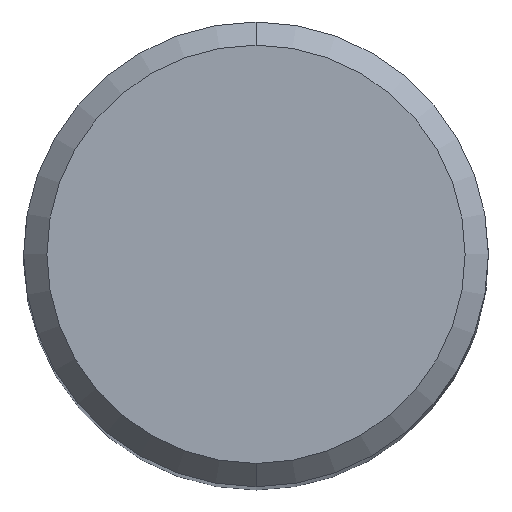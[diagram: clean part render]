
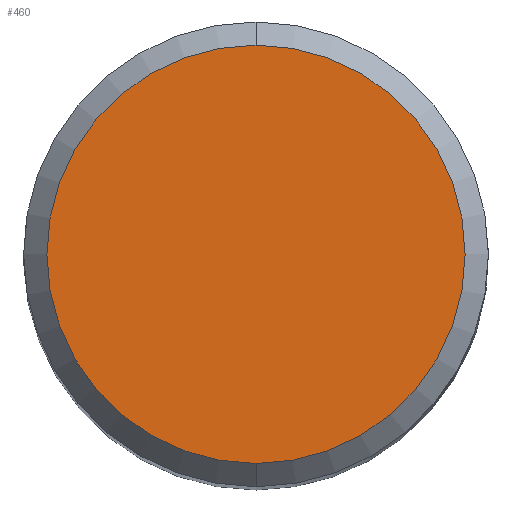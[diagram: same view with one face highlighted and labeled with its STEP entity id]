
A CAD part, top view. The second image highlights one B-rep face of the part: STEP entity #460.
In plain terms, the highlighted planar face has unit normal (0, 0, 1).
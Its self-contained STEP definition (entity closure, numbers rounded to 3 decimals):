
#460=ADVANCED_FACE('',(#1200),#1201,.T.);
#874=VERTEX_POINT('',#1654);
#940=EDGE_CURVE('',#874,#960,#1726,.T.);
#960=VERTEX_POINT('',#1748);
#1044=EDGE_CURVE('',#960,#874,#1839,.T.);
#1200=FACE_OUTER_BOUND('',#2367,.T.);
#1201=PLANE('',#2368);
#1654=CARTESIAN_POINT('',(0.,-5.4,0.0));
#1726=CIRCLE('',#4532,5.4);
#1748=CARTESIAN_POINT('',(0.0,5.4,0.0));
#1839=CIRCLE('',#5109,5.4);
#2367=EDGE_LOOP('',(#5630,#5631));
#2368=AXIS2_PLACEMENT_3D('',#5632,#5633,#5634);
#4532=AXIS2_PLACEMENT_3D('',#6262,#6263,#6264);
#5109=AXIS2_PLACEMENT_3D('',#6389,#6390,#6391);
#5630=ORIENTED_EDGE('',*,*,#1044,.F.);
#5631=ORIENTED_EDGE('',*,*,#940,.F.);
#5632=CARTESIAN_POINT('',(0.0,2.7,0.0));
#5633=DIRECTION('',(-0.0,0.0,1.0));
#5634=DIRECTION('',(0.0,-1.0,0.0));
#6262=CARTESIAN_POINT('',(0.0,0.0,0.0));
#6263=DIRECTION('',(0.0,0.0,-1.0));
#6264=DIRECTION('',(0.0,1.0,0.0));
#6389=CARTESIAN_POINT('',(0.0,0.0,0.0));
#6390=DIRECTION('',(0.0,0.0,-1.0));
#6391=DIRECTION('',(0.0,1.0,0.0));
